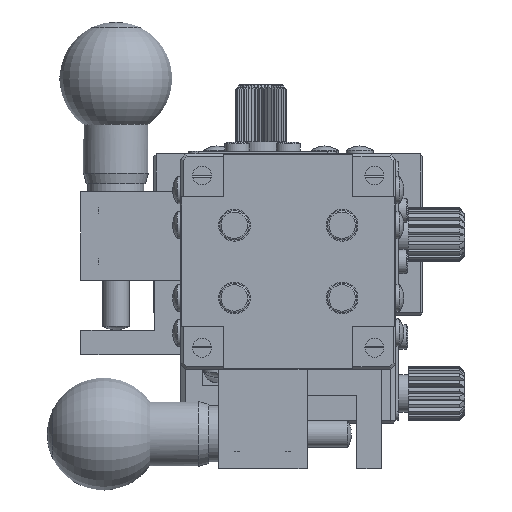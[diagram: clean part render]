
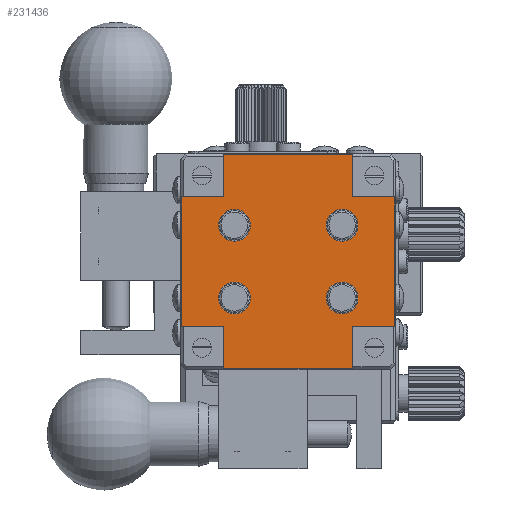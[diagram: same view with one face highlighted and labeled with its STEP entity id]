
A CAD part, front view. The second image highlights one B-rep face of the part: STEP entity #231436.
In plain terms, the highlighted planar face has unit normal (0, -1, 0).
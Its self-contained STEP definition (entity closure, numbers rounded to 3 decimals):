
#611 = CARTESIAN_POINT ( 'NONE',  ( -243.041, -17.199, -23.45 ) ) ;
#3902 = FACE_OUTER_BOUND ( 'NONE', #21118, .T. ) ;
#5194 = LINE ( 'NONE', #611, #213747 ) ;
#10915 = CARTESIAN_POINT ( 'NONE',  ( -243.241, -17.199, -3.65 ) ) ;
#13865 = LINE ( 'NONE', #174136, #179070 ) ;
#16219 = VERTEX_POINT ( 'NONE', #257532 ) ;
#18253 = DIRECTION ( 'NONE',  ( 0., 0., -1. ) ) ;
#20990 = DIRECTION ( 'NONE',  ( 0., 1., 0. ) ) ;
#21118 = EDGE_LOOP ( 'NONE', ( #36740, #107998, #208609, #251021, #122289, #258794, #244749, #300204, #81815, #156426, #152609, #32622 ) ) ;
#21949 = VECTOR ( 'NONE', #186029, 1000. ) ;
#22069 = CIRCLE ( 'NONE', #233504, 2.95 ) ;
#24457 = CARTESIAN_POINT ( 'NONE',  ( -273.041, -17.199, 3.1 ) ) ;
#26270 = CARTESIAN_POINT ( 'NONE',  ( -275.041, -17.199, 8.35 ) ) ;
#27351 = CARTESIAN_POINT ( 'NONE',  ( -243.041, -17.199, -15.65 ) ) ;
#32622 = ORIENTED_EDGE ( 'NONE', *, *, #153988, .F. ) ;
#32948 = ORIENTED_EDGE ( 'NONE', *, *, #162481, .F. ) ;
#33345 = DIRECTION ( 'NONE',  ( 1., 0., 0. ) ) ;
#36055 = CARTESIAN_POINT ( 'NONE',  ( -253.041, -17.199, 0.15 ) ) ;
#36740 = ORIENTED_EDGE ( 'NONE', *, *, #299341, .F. ) ;
#38539 = EDGE_CURVE ( 'NONE', #172924, #182593, #13865, .T. ) ;
#39509 = EDGE_CURVE ( 'NONE', #81326, #89045, #5194, .T. ) ;
#47646 = EDGE_CURVE ( 'NONE', #155004, #256920, #102656, .T. ) ;
#51949 = CARTESIAN_POINT ( 'NONE',  ( -243.041, -17.199, 16.15 ) ) ;
#52601 = CARTESIAN_POINT ( 'NONE',  ( -275.041, -17.199, -23.45 ) ) ;
#55861 = VECTOR ( 'NONE', #120217, 1000. ) ;
#57293 = VECTOR ( 'NONE', #184214, 1000. ) ;
#66036 = ORIENTED_EDGE ( 'NONE', *, *, #167625, .F. ) ;
#67602 = EDGE_CURVE ( 'NONE', #182593, #167636, #100744, .T. ) ;
#71039 = CARTESIAN_POINT ( 'NONE',  ( -253.041, -17.199, 3.1 ) ) ;
#71064 = LINE ( 'NONE', #217156, #55861 ) ;
#73550 = CIRCLE ( 'NONE', #245618, 2.95 ) ;
#74119 = CIRCLE ( 'NONE', #128169, 2.95 ) ;
#75447 = AXIS2_PLACEMENT_3D ( 'NONE', #24457, #258585, #121423 ) ;
#81326 = VERTEX_POINT ( 'NONE', #171831 ) ;
#81815 = ORIENTED_EDGE ( 'NONE', *, *, #150084, .F. ) ;
#82948 = VERTEX_POINT ( 'NONE', #266834 ) ;
#83830 = VERTEX_POINT ( 'NONE', #111388 ) ;
#86335 = VECTOR ( 'NONE', #180969, 1000. ) ;
#87034 = CARTESIAN_POINT ( 'NONE',  ( -243.041, -17.199, 8.35 ) ) ;
#88405 = CARTESIAN_POINT ( 'NONE',  ( -275.041, -17.199, -3.65 ) ) ;
#89045 = VERTEX_POINT ( 'NONE', #52601 ) ;
#91019 = DIRECTION ( 'NONE',  ( 0., 0., -1. ) ) ;
#91118 = VECTOR ( 'NONE', #225148, 1000. ) ;
#96157 = DIRECTION ( 'NONE',  ( -1., 0., 0. ) ) ;
#96397 = FACE_BOUND ( 'NONE', #186746, .T. ) ;
#99449 = CARTESIAN_POINT ( 'NONE',  ( -273.041, -17.199, -10.4 ) ) ;
#100744 = LINE ( 'NONE', #288610, #126604 ) ;
#101188 = VERTEX_POINT ( 'NONE', #148973 ) ;
#101629 = AXIS2_PLACEMENT_3D ( 'NONE', #138088, #20990, #162715 ) ;
#102656 = LINE ( 'NONE', #51949, #215482 ) ;
#104503 = VECTOR ( 'NONE', #196389, 1000. ) ;
#104870 = DIRECTION ( 'NONE',  ( 0., 0., -1. ) ) ;
#107611 = CARTESIAN_POINT ( 'NONE',  ( -275.041, -17.199, -15.65 ) ) ;
#107998 = ORIENTED_EDGE ( 'NONE', *, *, #47646, .F. ) ;
#108395 = VERTEX_POINT ( 'NONE', #36055 ) ;
#111388 = CARTESIAN_POINT ( 'NONE',  ( -273.041, -17.199, -13.35 ) ) ;
#112664 = CARTESIAN_POINT ( 'NONE',  ( -251.041, -17.199, -3.65 ) ) ;
#116512 = EDGE_CURVE ( 'NONE', #167636, #155004, #299284, .T. ) ;
#117038 = EDGE_CURVE ( 'NONE', #269815, #172924, #119767, .T. ) ;
#118230 = EDGE_LOOP ( 'NONE', ( #126989 ) ) ;
#119528 = FACE_BOUND ( 'NONE', #274317, .T. ) ;
#119767 = LINE ( 'NONE', #27351, #21949 ) ;
#120217 = DIRECTION ( 'NONE',  ( 0., 0., -1. ) ) ;
#121423 = DIRECTION ( 'NONE',  ( 0., 0., -1. ) ) ;
#122289 = ORIENTED_EDGE ( 'NONE', *, *, #38539, .F. ) ;
#125305 = VECTOR ( 'NONE', #206880, 1000. ) ;
#126604 = VECTOR ( 'NONE', #151517, 1000. ) ;
#126989 = ORIENTED_EDGE ( 'NONE', *, *, #171758, .F. ) ;
#128169 = AXIS2_PLACEMENT_3D ( 'NONE', #71039, #190947, #91019 ) ;
#131509 = CARTESIAN_POINT ( 'NONE',  ( -251.041, -17.199, 16.15 ) ) ;
#133351 = CARTESIAN_POINT ( 'NONE',  ( -243.241, -17.199, 8.35 ) ) ;
#136885 = DIRECTION ( 'NONE',  ( 0., -1., 0. ) ) ;
#137840 = LINE ( 'NONE', #87034, #86335 ) ;
#138088 = CARTESIAN_POINT ( 'NONE',  ( -243.041, -17.199, -3.65 ) ) ;
#145709 = DIRECTION ( 'NONE',  ( 0., -1., 0. ) ) ;
#148973 = CARTESIAN_POINT ( 'NONE',  ( -253.041, -17.199, -13.35 ) ) ;
#150084 = EDGE_CURVE ( 'NONE', #16219, #81326, #71064, .T. ) ;
#151517 = DIRECTION ( 'NONE',  ( 1., 0., 0. ) ) ;
#152609 = ORIENTED_EDGE ( 'NONE', *, *, #197472, .F. ) ;
#153308 = LINE ( 'NONE', #288861, #104503 ) ;
#153988 = EDGE_CURVE ( 'NONE', #82948, #164242, #137840, .T. ) ;
#154627 = VERTEX_POINT ( 'NONE', #222412 ) ;
#155004 = VERTEX_POINT ( 'NONE', #276521 ) ;
#156426 = ORIENTED_EDGE ( 'NONE', *, *, #196372, .F. ) ;
#161159 = LINE ( 'NONE', #301193, #57293 ) ;
#162481 = EDGE_CURVE ( 'NONE', #83830, #83830, #73550, .T. ) ;
#162715 = DIRECTION ( 'NONE',  ( 0., 0., 1. ) ) ;
#164242 = VERTEX_POINT ( 'NONE', #133351 ) ;
#167625 = EDGE_CURVE ( 'NONE', #108395, #108395, #74119, .T. ) ;
#167636 = VERTEX_POINT ( 'NONE', #26270 ) ;
#171758 = EDGE_CURVE ( 'NONE', #154627, #154627, #178635, .T. ) ;
#171831 = CARTESIAN_POINT ( 'NONE',  ( -251.041, -17.199, -23.45 ) ) ;
#172924 = VERTEX_POINT ( 'NONE', #209710 ) ;
#174136 = CARTESIAN_POINT ( 'NONE',  ( -282.841, -17.199, -3.65 ) ) ;
#175952 = EDGE_LOOP ( 'NONE', ( #219957 ) ) ;
#177241 = LINE ( 'NONE', #10915, #197646 ) ;
#178635 = CIRCLE ( 'NONE', #75447, 2.95 ) ;
#179070 = VECTOR ( 'NONE', #292652, 1000. ) ;
#180969 = DIRECTION ( 'NONE',  ( 1., 0., 0. ) ) ;
#182593 = VERTEX_POINT ( 'NONE', #288726 ) ;
#184214 = DIRECTION ( 'NONE',  ( 0., 0., 1. ) ) ;
#186029 = DIRECTION ( 'NONE',  ( -1., 0., 0. ) ) ;
#186746 = EDGE_LOOP ( 'NONE', ( #66036 ) ) ;
#188775 = FACE_BOUND ( 'NONE', #118230, .T. ) ;
#190947 = DIRECTION ( 'NONE',  ( 0., -1., 0. ) ) ;
#196372 = EDGE_CURVE ( 'NONE', #274524, #16219, #153308, .T. ) ;
#196389 = DIRECTION ( 'NONE',  ( -1., 0., 0. ) ) ;
#197472 = EDGE_CURVE ( 'NONE', #164242, #274524, #177241, .T. ) ;
#197646 = VECTOR ( 'NONE', #104870, 1000. ) ;
#204564 = CARTESIAN_POINT ( 'NONE',  ( -253.041, -17.199, -10.4 ) ) ;
#206880 = DIRECTION ( 'NONE',  ( 0., 0., 1. ) ) ;
#208609 = ORIENTED_EDGE ( 'NONE', *, *, #116512, .F. ) ;
#209710 = CARTESIAN_POINT ( 'NONE',  ( -282.841, -17.199, -15.65 ) ) ;
#213379 = FACE_BOUND ( 'NONE', #175952, .T. ) ;
#213747 = VECTOR ( 'NONE', #96157, 1000. ) ;
#215482 = VECTOR ( 'NONE', #33345, 1000. ) ;
#217156 = CARTESIAN_POINT ( 'NONE',  ( -251.041, -17.199, -3.65 ) ) ;
#219957 = ORIENTED_EDGE ( 'NONE', *, *, #244661, .F. ) ;
#222412 = CARTESIAN_POINT ( 'NONE',  ( -273.041, -17.199, 0.15 ) ) ;
#225148 = DIRECTION ( 'NONE',  ( 0., 0., -1. ) ) ;
#230566 = EDGE_CURVE ( 'NONE', #89045, #269815, #161159, .T. ) ;
#231436 = ADVANCED_FACE ( 'NONE', ( #119528, #96397, #188775, #213379, #3902 ), #255155, .F. ) ;
#233504 = AXIS2_PLACEMENT_3D ( 'NONE', #204564, #136885, #18253 ) ;
#242658 = DIRECTION ( 'NONE',  ( 0., 0., -1. ) ) ;
#244661 = EDGE_CURVE ( 'NONE', #101188, #101188, #22069, .T. ) ;
#244749 = ORIENTED_EDGE ( 'NONE', *, *, #230566, .F. ) ;
#245618 = AXIS2_PLACEMENT_3D ( 'NONE', #99449, #145709, #242658 ) ;
#251021 = ORIENTED_EDGE ( 'NONE', *, *, #67602, .F. ) ;
#255155 = PLANE ( 'NONE',  #101629 ) ;
#256920 = VERTEX_POINT ( 'NONE', #131509 ) ;
#257532 = CARTESIAN_POINT ( 'NONE',  ( -251.041, -17.199, -15.65 ) ) ;
#258585 = DIRECTION ( 'NONE',  ( 0., -1., 0. ) ) ;
#258794 = ORIENTED_EDGE ( 'NONE', *, *, #117038, .F. ) ;
#259257 = CARTESIAN_POINT ( 'NONE',  ( -243.241, -17.199, -15.65 ) ) ;
#266834 = CARTESIAN_POINT ( 'NONE',  ( -251.041, -17.199, 8.35 ) ) ;
#269815 = VERTEX_POINT ( 'NONE', #107611 ) ;
#274317 = EDGE_LOOP ( 'NONE', ( #32948 ) ) ;
#274524 = VERTEX_POINT ( 'NONE', #259257 ) ;
#276521 = CARTESIAN_POINT ( 'NONE',  ( -275.041, -17.199, 16.15 ) ) ;
#288610 = CARTESIAN_POINT ( 'NONE',  ( -243.041, -17.199, 8.35 ) ) ;
#288726 = CARTESIAN_POINT ( 'NONE',  ( -282.841, -17.199, 8.35 ) ) ;
#288861 = CARTESIAN_POINT ( 'NONE',  ( -243.041, -17.199, -15.65 ) ) ;
#292652 = DIRECTION ( 'NONE',  ( 0., 0., 1. ) ) ;
#294493 = LINE ( 'NONE', #112664, #91118 ) ;
#299284 = LINE ( 'NONE', #88405, #125305 ) ;
#299341 = EDGE_CURVE ( 'NONE', #256920, #82948, #294493, .T. ) ;
#300204 = ORIENTED_EDGE ( 'NONE', *, *, #39509, .F. ) ;
#301193 = CARTESIAN_POINT ( 'NONE',  ( -275.041, -17.199, -3.65 ) ) ;
